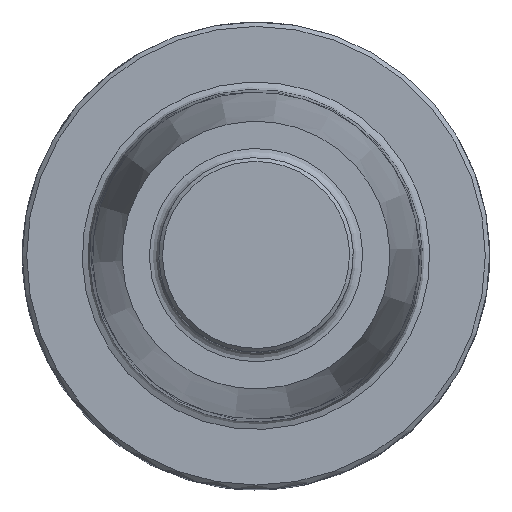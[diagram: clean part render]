
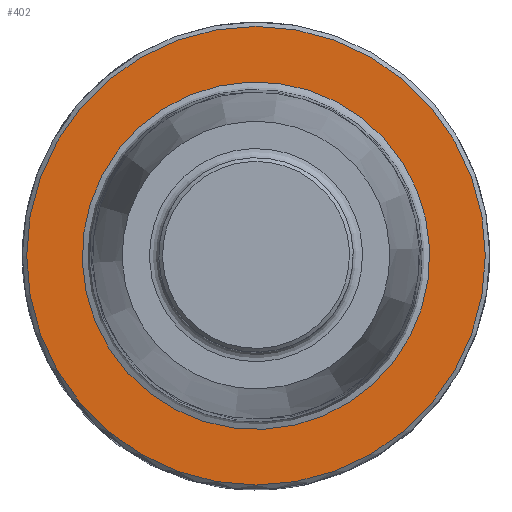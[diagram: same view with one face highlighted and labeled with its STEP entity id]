
A CAD part, top view. The second image highlights one B-rep face of the part: STEP entity #402.
In plain terms, the highlighted planar face has unit normal (0, 0, 1).
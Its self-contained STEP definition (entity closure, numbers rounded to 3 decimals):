
#402=ADVANCED_FACE('',(#1094,#1095),#714,.F.);
#714=PLANE('',#5957);
#1000=CIRCLE('',#5955,12.265);
#1001=CIRCLE('',#5956,9.292);
#1094=FACE_BOUND('',#1157,.T.);
#1095=FACE_BOUND('',#1158,.T.);
#1157=EDGE_LOOP('',(#1974));
#1158=EDGE_LOOP('',(#1975));
#1974=ORIENTED_EDGE('',*,*,#4285,.F.);
#1975=ORIENTED_EDGE('',*,*,#4286,.T.);
#3700=VERTEX_POINT('',#8175);
#3701=VERTEX_POINT('',#8177);
#4285=EDGE_CURVE('',#3700,#3700,#1000,.T.);
#4286=EDGE_CURVE('',#3701,#3701,#1001,.T.);
#5955=AXIS2_PLACEMENT_3D('',#8174,#6634,#6635);
#5956=AXIS2_PLACEMENT_3D('',#8176,#6636,#6637);
#5957=AXIS2_PLACEMENT_3D('',#8178,#6638,#6639);
#6634=DIRECTION('',(0.,0.,-1.));
#6635=DIRECTION('',(-1.,0.,0.));
#6636=DIRECTION('',(0.,0.,-1.));
#6637=DIRECTION('',(-0.924,-0.383,0.));
#6638=DIRECTION('',(0.,0.,-1.));
#6639=DIRECTION('',(-1.,0.,0.));
#8174=CARTESIAN_POINT('',(0.,0.,0.));
#8175=CARTESIAN_POINT('',(-12.265,0.,0.));
#8176=CARTESIAN_POINT('',(0.,0.,0.));
#8177=CARTESIAN_POINT('',(-8.584,-3.558,0.));
#8178=CARTESIAN_POINT('',(0.,12.407,0.));
